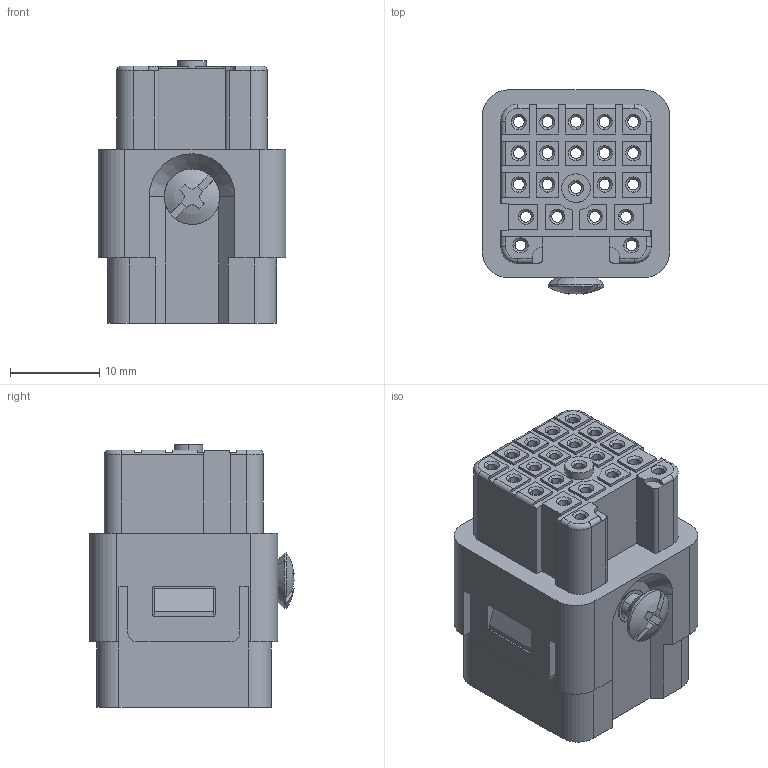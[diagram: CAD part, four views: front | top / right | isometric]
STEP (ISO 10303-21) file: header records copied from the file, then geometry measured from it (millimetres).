
FILE_DESCRIPTION(('Creo Elements/Direct Modeling STEP Export'),'2;1');
FILE_NAME('0lndrr044f55v0r1668','2016-08-30T10:23:56',(''),(''),'PTC Creo Elements/Direct Modeling STEP processor for AP214 (Solid Model)','PTC Creo Elements/Direct Modeling 19.0B 21-Mar-2015 (C) Parametric Technology GmbH','');
FILE_SCHEMA(('AUTOMOTIVE_DESIGN { 1 0 10303 214 1 1 1 1 }'));
Length unit declared in the file: millimetre
Products named in the file (2): CQF_21
Assembly tree (1 placements, depth 2):
  CQF_21
    CQF_21
Bounding box: 21 x 22.82 x 29.35 mm (x, y, z)
Volume: 6498.4 mm3; surface area: 6963.3 mm2
Topology: 1 solids, 1 shells, 423 faces, 1117 edges, 731 vertices
Faces by surface type: plane 211, cylinder 148, cone 49, torus 11, sphere 4
Entity records: 15370 total; most frequent: ORIENTED_EDGE 2230, CARTESIAN_POINT 2053, DIRECTION 1991, EDGE_CURVE 1115, VERTEX_POINT 731, AXIS2_PLACEMENT_3D 669, VECTOR 653, LINE 653
